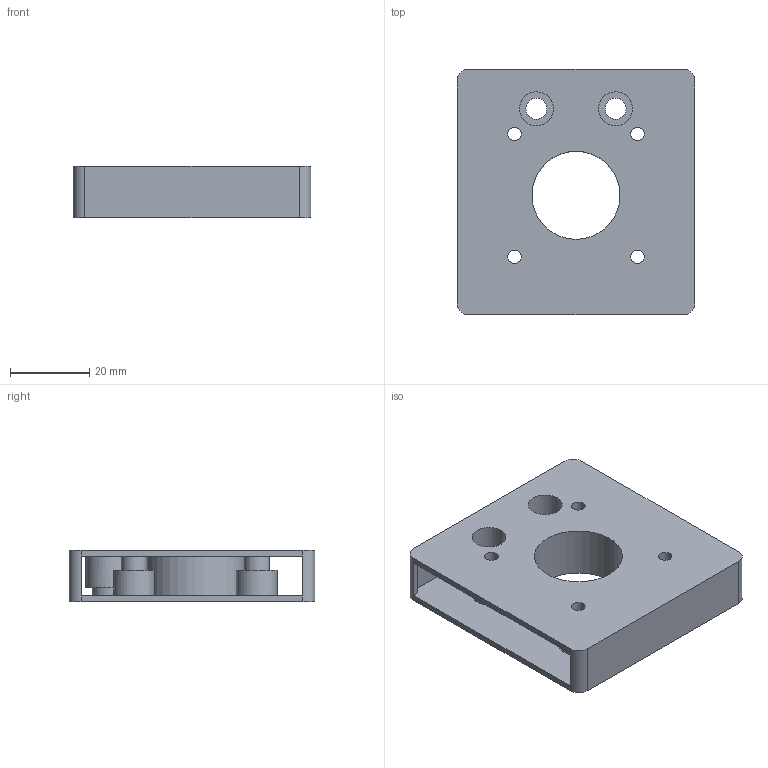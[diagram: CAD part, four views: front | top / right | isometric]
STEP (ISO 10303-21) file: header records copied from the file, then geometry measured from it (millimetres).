
FILE_DESCRIPTION(/* description */ (''),/* implementation_level */ '2;1');
FILE_NAME(/* name */ 'NEMA17-mount-plastic.stp',/* time_stamp */ '2014-09-10T15:58:31-07:00',/* author */ ('Michael'),/* organization */ (''),/* preprocessor_version */ 'ST-DEVELOPER v15.6',/* originating_system */ 'Autodesk Inventor 2015',/* authorisation */ '');
FILE_SCHEMA (('AUTOMOTIVE_DESIGN { 1 0 10303 214 3 1 1 }'));
Length unit declared in the file: millimetre
Products named in the file (1): NEMA17-mount-plastic
Bounding box: 60 x 62 x 13 mm (x, y, z)
Volume: 14839.4 mm3; surface area: 20017.9 mm2
Topology: 1 solids, 1 shells, 62 faces, 154 edges, 100 vertices
Faces by surface type: cylinder 34, plane 28
Full cylindrical faces by diameter (mm): 3.4 x4, 5.3 x2, 6.4 x2, 7.3 x4, 8.55 x2, 10.3 x2, 22.2 x1, 25.2 x1
Entity records: 1856 total; most frequent: DIRECTION 338, CARTESIAN_POINT 299, ORIENTED_EDGE 272, AXIS2_PLACEMENT_3D 139, EDGE_CURVE 136, EDGE_LOOP 112, VERTEX_POINT 100, CIRCLE 76
